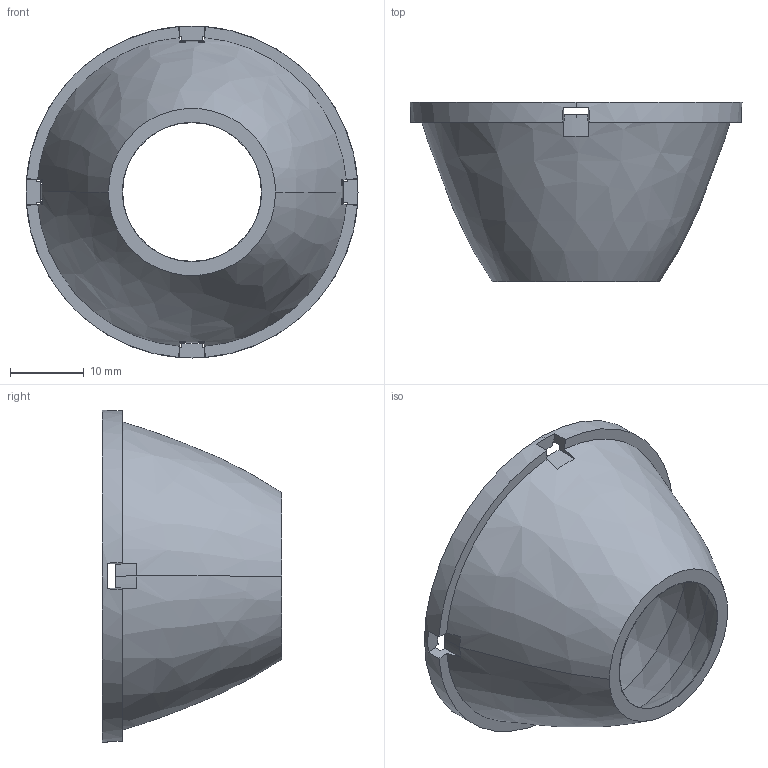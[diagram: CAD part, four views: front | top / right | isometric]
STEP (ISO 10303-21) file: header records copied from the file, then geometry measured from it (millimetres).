
FILE_DESCRIPTION (( 'STEP AP203' ), '1' );
FILE_NAME ('D4536-1205.STEP', '2018-06-25T14:03:58', ( '' ), ( '' ), 'SwSTEP 2.0', 'SolidWorks 2014', '' );
FILE_SCHEMA (( 'CONFIG_CONTROL_DESIGN' ));
Length unit declared in the file: millimetre
Products named in the file (1): D4536-1205
Bounding box: 45 x 24.3 x 45 mm (x, y, z)
Volume: 2253.6 mm3; surface area: 6271.9 mm2
Topology: 1 solids, 1 shells, 126 faces, 380 edges, 249 vertices
Faces by surface type: bspline 66, plane 27, cone 22, cylinder 11
Entity records: 8726 total; most frequent: CARTESIAN_POINT 5825, ORIENTED_EDGE 760, EDGE_CURVE 380, DIRECTION 359, VERTEX_POINT 249, B_SPLINE_CURVE_WITH_KNOTS 201, AXIS2_PLACEMENT_3D 139, EDGE_LOOP 129
